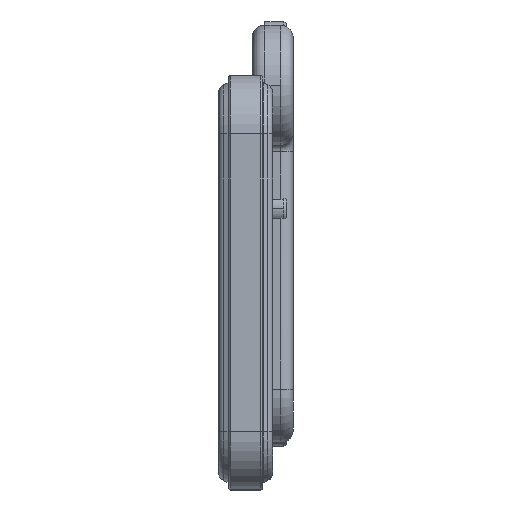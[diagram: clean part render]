
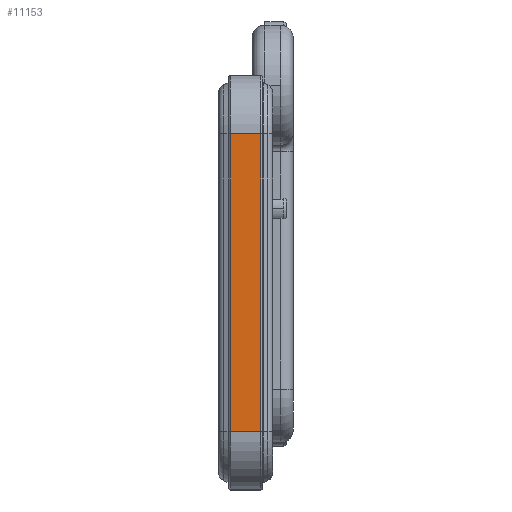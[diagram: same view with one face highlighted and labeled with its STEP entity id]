
A CAD part, left-side view. The second image highlights one B-rep face of the part: STEP entity #11153.
In plain terms, the highlighted planar face has unit normal (-1, 0, 0).
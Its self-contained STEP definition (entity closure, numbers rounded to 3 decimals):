
#311 = DIRECTION ( 'NONE',  ( 0., -1., 0. ) ) ;
#491 = LINE ( 'NONE', #8038, #6430 ) ;
#690 = ORIENTED_EDGE ( 'NONE', *, *, #8599, .T. ) ;
#907 = EDGE_CURVE ( 'NONE', #4499, #10022, #13352, .T. ) ;
#1033 = ORIENTED_EDGE ( 'NONE', *, *, #10708, .T. ) ;
#1052 = DIRECTION ( 'NONE',  ( 0., 0., -1. ) ) ;
#1840 = DIRECTION ( 'NONE',  ( 0., 0., 1. ) ) ;
#2755 = EDGE_CURVE ( 'NONE', #4499, #12393, #13099, .T. ) ;
#3559 = VECTOR ( 'NONE', #311, 1000. ) ;
#3978 = AXIS2_PLACEMENT_3D ( 'NONE', #5973, #12450, #1840 ) ;
#4233 = ORIENTED_EDGE ( 'NONE', *, *, #907, .F. ) ;
#4499 = VERTEX_POINT ( 'NONE', #9642 ) ;
#4941 = CARTESIAN_POINT ( 'NONE',  ( -18.111, 0.37, -6.236 ) ) ;
#5095 = VECTOR ( 'NONE', #11119, 1000. ) ;
#5973 = CARTESIAN_POINT ( 'NONE',  ( -18.111, 1.38, -6.236 ) ) ;
#6430 = VECTOR ( 'NONE', #12521, 1000. ) ;
#6579 = CARTESIAN_POINT ( 'NONE',  ( -18.111, 0.37, 3.164 ) ) ;
#6655 = VERTEX_POINT ( 'NONE', #4941 ) ;
#6679 = CARTESIAN_POINT ( 'NONE',  ( -18.111, 0.37, 3.164 ) ) ;
#7251 = FACE_OUTER_BOUND ( 'NONE', #12575, .T. ) ;
#7780 = LINE ( 'NONE', #6579, #5095 ) ;
#8038 = CARTESIAN_POINT ( 'NONE',  ( -18.111, 1.38, -6.236 ) ) ;
#8599 = EDGE_CURVE ( 'NONE', #12393, #6655, #491, .T. ) ;
#9254 = CARTESIAN_POINT ( 'NONE',  ( -18.111, 1.33, -6.236 ) ) ;
#9642 = CARTESIAN_POINT ( 'NONE',  ( -18.111, 1.33, 3.164 ) ) ;
#9926 = CARTESIAN_POINT ( 'NONE',  ( -18.111, 1.38, 3.164 ) ) ;
#10022 = VERTEX_POINT ( 'NONE', #6679 ) ;
#10708 = EDGE_CURVE ( 'NONE', #6655, #10022, #7780, .T. ) ;
#11119 = DIRECTION ( 'NONE',  ( 0., 0., 1. ) ) ;
#11153 = ADVANCED_FACE ( 'NONE', ( #7251 ), #11588, .T. ) ;
#11441 = ORIENTED_EDGE ( 'NONE', *, *, #2755, .T. ) ;
#11588 = PLANE ( 'NONE',  #3978 ) ;
#12393 = VERTEX_POINT ( 'NONE', #9254 ) ;
#12450 = DIRECTION ( 'NONE',  ( -1., 0., 0. ) ) ;
#12521 = DIRECTION ( 'NONE',  ( 0., -1., 0. ) ) ;
#12575 = EDGE_LOOP ( 'NONE', ( #690, #1033, #4233, #11441 ) ) ;
#12947 = CARTESIAN_POINT ( 'NONE',  ( -18.111, 1.33, -6.236 ) ) ;
#13099 = LINE ( 'NONE', #12947, #13811 ) ;
#13352 = LINE ( 'NONE', #9926, #3559 ) ;
#13811 = VECTOR ( 'NONE', #1052, 1000. ) ;
